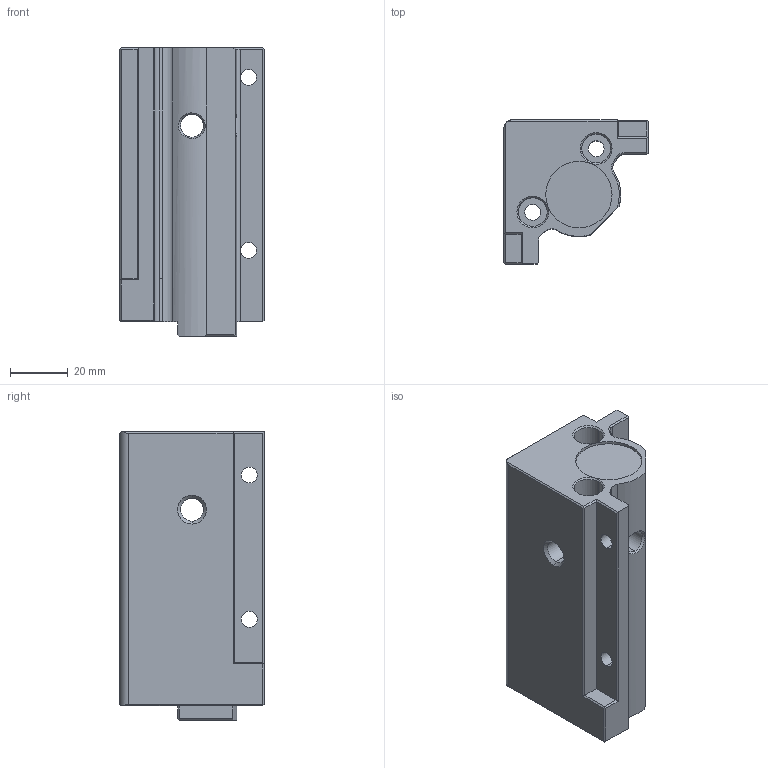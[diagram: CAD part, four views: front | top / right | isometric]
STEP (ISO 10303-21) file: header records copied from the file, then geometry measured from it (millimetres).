
FILE_DESCRIPTION (( 'STEP AP214' ), '1' );
FILE_NAME ('Skirt_A.STEP', '2024-01-16T08:57:45', ( '' ), ( '' ), 'SwSTEP 2.0', 'SolidWorks 2023', '' );
FILE_SCHEMA (( 'AUTOMOTIVE_DESIGN' ));
Length unit declared in the file: millimetre
Products named in the file (1): Skirt_A
Bounding box: 50 x 50 x 100 mm (x, y, z)
Volume: 144205.9 mm3; surface area: 28560.2 mm2
Topology: 1 solids, 1 shells, 115 faces, 293 edges, 179 vertices
Faces by surface type: plane 58, cylinder 37, cone 16, bspline 4
Entity records: 6484 total; most frequent: CARTESIAN_POINT 3684, ORIENTED_EDGE 586, DIRECTION 562, EDGE_CURVE 293, AXIS2_PLACEMENT_3D 192, VERTEX_POINT 179, LINE 178, VECTOR 178
